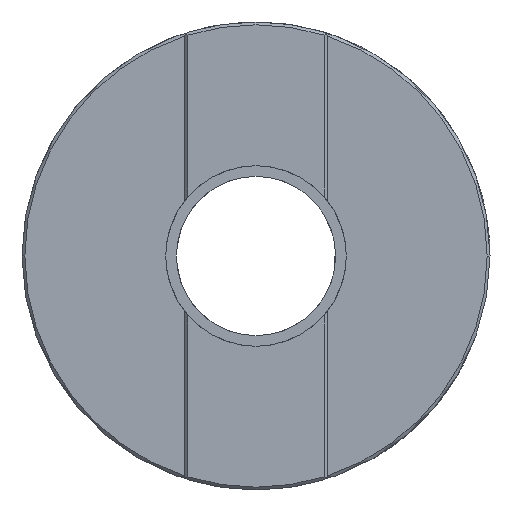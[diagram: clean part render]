
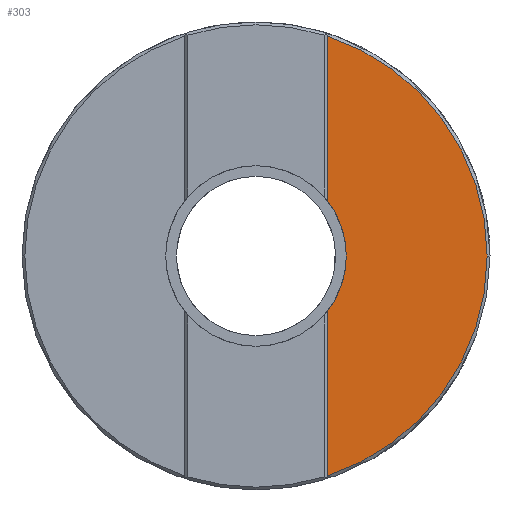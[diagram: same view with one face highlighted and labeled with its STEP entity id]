
A CAD part, left-side view. The second image highlights one B-rep face of the part: STEP entity #303.
In plain terms, the highlighted planar face has unit normal (-1, 0, 0).
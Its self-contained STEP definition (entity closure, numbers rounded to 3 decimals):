
#147 = AXIS2_PLACEMENT_3D ( 'NONE', #1013, #920, #919 ) ;
#153 = AXIS2_PLACEMENT_3D ( 'NONE', #905, #907, #909 ) ;
#154 = CIRCLE ( 'NONE', #560, 20.32 ) ;
#198 = FACE_OUTER_BOUND ( 'NONE', #1693, .T. ) ;
#303 = ADVANCED_FACE ( 'NONE', ( #198 ), #562, .T. ) ;
#333 = EDGE_CURVE ( 'NONE', #1300, #903, #154, .T. ) ;
#555 = CARTESIAN_POINT ( 'NONE',  ( 32.994, 0., 0. ) ) ;
#560 = AXIS2_PLACEMENT_3D ( 'NONE', #613, #614, #618 ) ;
#562 = PLANE ( 'NONE',  #584 ) ;
#564 = DIRECTION ( 'NONE',  ( -1., 0., 0. ) ) ;
#566 = DIRECTION ( 'NONE',  ( 0., -1., 0. ) ) ;
#584 = AXIS2_PLACEMENT_3D ( 'NONE', #555, #564, #566 ) ;
#613 = CARTESIAN_POINT ( 'NONE',  ( 32.994, 0., 0. ) ) ;
#614 = DIRECTION ( 'NONE',  ( -1., 0., 0. ) ) ;
#618 = DIRECTION ( 'NONE',  ( 0., -1., 0. ) ) ;
#800 = CARTESIAN_POINT ( 'NONE',  ( 32.994, -6.261, -4.879 ) ) ;
#824 = EDGE_CURVE ( 'NONE', #1193, #1287, #1776, .T. ) ;
#829 = ORIENTED_EDGE ( 'NONE', *, *, #879, .F. ) ;
#834 = ORIENTED_EDGE ( 'NONE', *, *, #824, .F. ) ;
#836 = ORIENTED_EDGE ( 'NONE', *, *, #847, .F. ) ;
#837 = ORIENTED_EDGE ( 'NONE', *, *, #333, .T. ) ;
#847 = EDGE_CURVE ( 'NONE', #1300, #1193, #1750, .T. ) ;
#879 = EDGE_CURVE ( 'NONE', #1287, #954, #1736, .T. ) ;
#886 = EDGE_CURVE ( 'NONE', #903, #954, #1747, .T. ) ;
#903 = VERTEX_POINT ( 'NONE', #1037 ) ;
#905 = CARTESIAN_POINT ( 'NONE',  ( 32.994, 0., 0. ) ) ;
#907 = DIRECTION ( 'NONE',  ( -1., 0., 0. ) ) ;
#909 = DIRECTION ( 'NONE',  ( 0., 1., 0. ) ) ;
#917 = CARTESIAN_POINT ( 'NONE',  ( 32.994, -6.261, -19.331 ) ) ;
#919 = DIRECTION ( 'NONE',  ( 0., -1., 0. ) ) ;
#920 = DIRECTION ( 'NONE',  ( -1., 0., 0. ) ) ;
#954 = VERTEX_POINT ( 'NONE', #1240 ) ;
#957 = DIRECTION ( 'NONE',  ( 0., 0., 1. ) ) ;
#988 = CARTESIAN_POINT ( 'NONE',  ( 32.994, -6.261, -19.331 ) ) ;
#991 = DIRECTION ( 'NONE',  ( 0., 0., 1. ) ) ;
#1013 = CARTESIAN_POINT ( 'NONE',  ( 32.994, 0., 0. ) ) ;
#1037 = CARTESIAN_POINT ( 'NONE',  ( 32.994, -20.32, 0. ) ) ;
#1091 = ORIENTED_EDGE ( 'NONE', *, *, #886, .T. ) ;
#1193 = VERTEX_POINT ( 'NONE', #800 ) ;
#1240 = CARTESIAN_POINT ( 'NONE',  ( 32.994, -6.261, 19.331 ) ) ;
#1287 = VERTEX_POINT ( 'NONE', #1422 ) ;
#1300 = VERTEX_POINT ( 'NONE', #1559 ) ;
#1422 = CARTESIAN_POINT ( 'NONE',  ( 32.994, -6.261, 4.879 ) ) ;
#1559 = CARTESIAN_POINT ( 'NONE',  ( 32.994, -6.261, -19.331 ) ) ;
#1693 = EDGE_LOOP ( 'NONE', ( #829, #834, #836, #837, #1091 ) ) ;
#1731 = VECTOR ( 'NONE', #991, 1000. ) ;
#1736 = LINE ( 'NONE', #988, #1731 ) ;
#1747 = CIRCLE ( 'NONE', #147, 20.32 ) ;
#1749 = VECTOR ( 'NONE', #957, 1000. ) ;
#1750 = LINE ( 'NONE', #917, #1749 ) ;
#1776 = CIRCLE ( 'NONE', #153, 7.938 ) ;
